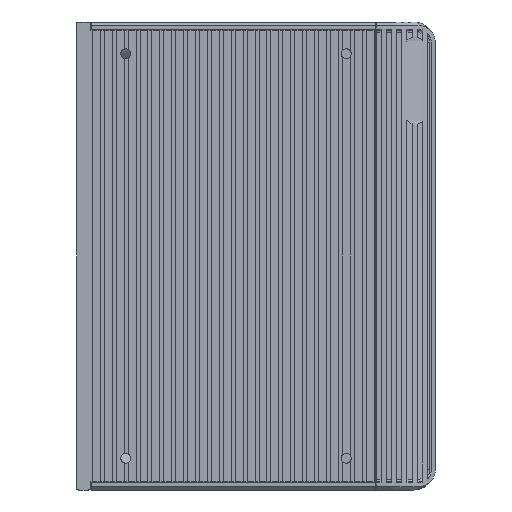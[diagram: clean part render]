
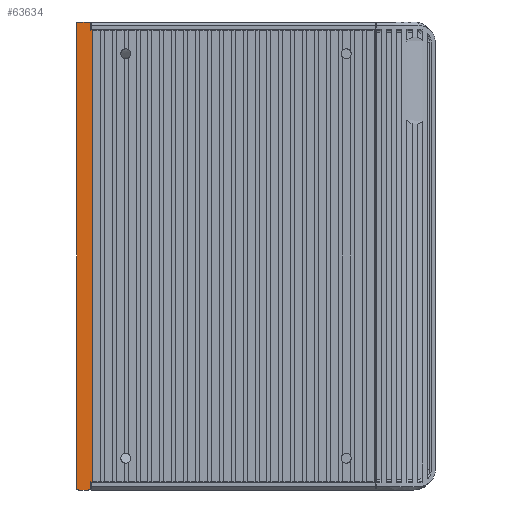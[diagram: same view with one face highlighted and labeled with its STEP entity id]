
A CAD part, left-side view. The second image highlights one B-rep face of the part: STEP entity #63634.
In plain terms, the highlighted planar face has unit normal (-1, 0, 0).
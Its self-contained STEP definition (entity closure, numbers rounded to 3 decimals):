
#1473=CIRCLE('',#67233,0.5);
#1482=CIRCLE('',#67249,0.5);
#1531=CIRCLE('',#67409,0.5);
#1532=CIRCLE('',#67410,0.5);
#3864=PLANE('',#67408);
#10860=VECTOR('',#78775,1.);
#11149=VECTOR('',#79223,1.);
#11181=VECTOR('',#79282,1.);
#11194=VECTOR('',#79334,1.);
#11222=VECTOR('',#79366,1.);
#11223=VECTOR('',#79367,1.);
#11224=VECTOR('',#79370,1.);
#11225=VECTOR('',#79371,1.);
#17978=LINE('',#232627,#10860);
#18267=LINE('',#233286,#11149);
#18299=LINE('',#233344,#11181);
#18312=LINE('',#233392,#11194);
#18340=LINE('',#233426,#11222);
#18341=LINE('',#233427,#11223);
#18342=LINE('',#233431,#11224);
#18343=LINE('',#233432,#11225);
#23983=VERTEX_POINT('',#232589);
#23985=VERTEX_POINT('',#232593);
#23996=VERTEX_POINT('',#232626);
#23997=VERTEX_POINT('',#232628);
#23998=VERTEX_POINT('',#232632);
#24244=VERTEX_POINT('',#233283);
#24245=VERTEX_POINT('',#233285);
#24257=VERTEX_POINT('',#233345);
#24269=VERTEX_POINT('',#233393);
#24271=VERTEX_POINT('',#233425);
#24272=VERTEX_POINT('',#233428);
#24273=VERTEX_POINT('',#233430);
#33871=EDGE_CURVE('',#23983,#23985,#1473,.T.);
#33888=EDGE_CURVE('',#23996,#23997,#17978,.T.);
#33892=EDGE_CURVE('',#23998,#23997,#1482,.T.);
#34208=EDGE_CURVE('',#24245,#24244,#18267,.T.);
#34248=EDGE_CURVE('',#24257,#24244,#18299,.T.);
#34272=EDGE_CURVE('',#24269,#24245,#18312,.T.);
#34300=EDGE_CURVE('',#23996,#24271,#1531,.T.);
#34301=EDGE_CURVE('',#24257,#24271,#18340,.T.);
#34302=EDGE_CURVE('',#24269,#24272,#18341,.T.);
#34303=EDGE_CURVE('',#24272,#24273,#1532,.T.);
#34304=EDGE_CURVE('',#23983,#24273,#18342,.T.);
#34305=EDGE_CURVE('',#23985,#23998,#18343,.T.);
#51923=ORIENTED_EDGE('',*,*,#33888,.F.);
#51924=ORIENTED_EDGE('',*,*,#34300,.T.);
#51925=ORIENTED_EDGE('',*,*,#34301,.F.);
#51926=ORIENTED_EDGE('',*,*,#34248,.T.);
#51927=ORIENTED_EDGE('',*,*,#34208,.F.);
#51928=ORIENTED_EDGE('',*,*,#34272,.F.);
#51929=ORIENTED_EDGE('',*,*,#34302,.T.);
#51930=ORIENTED_EDGE('',*,*,#34303,.T.);
#51931=ORIENTED_EDGE('',*,*,#34304,.F.);
#51932=ORIENTED_EDGE('',*,*,#33871,.T.);
#51933=ORIENTED_EDGE('',*,*,#34305,.T.);
#51934=ORIENTED_EDGE('',*,*,#33892,.T.);
#56445=EDGE_LOOP('',(#51923,#51924,#51925,#51926,#51927,#51928,#51929,#51930,
#51931,#51932,#51933,#51934));
#60192=FACE_BOUND('',#56445,.T.);
#63634=ADVANCED_FACE('',(#60192),#3864,.T.);
#67233=AXIS2_PLACEMENT_3D('',#232594,#78740,#78741);
#67249=AXIS2_PLACEMENT_3D('',#232633,#78780,#78781);
#67408=AXIS2_PLACEMENT_3D('',#233423,#79363,$);
#67409=AXIS2_PLACEMENT_3D('',#233424,#79364,#79365);
#67410=AXIS2_PLACEMENT_3D('',#233429,#79368,#79369);
#78740=DIRECTION('',(-1.,0.,0.));
#78741=DIRECTION('',(0.,0.,0.5));
#78775=DIRECTION('',(0.,1.,0.));
#78780=DIRECTION('',(-1.,0.,0.));
#78781=DIRECTION('',(0.,0.5,0.));
#79223=DIRECTION('',(0.,0.,-1.));
#79282=DIRECTION('',(0.,-1.,0.));
#79334=DIRECTION('',(0.,-1.,0.));
#79363=DIRECTION('',(-1.,0.,0.));
#79364=DIRECTION('',(-1.,0.,0.));
#79365=DIRECTION('',(0.,0.,-0.5));
#79366=DIRECTION('',(0.,0.,-1.));
#79367=DIRECTION('',(0.,0.,1.));
#79368=DIRECTION('',(-1.,0.,0.));
#79369=DIRECTION('',(0.,-0.5,0.));
#79370=DIRECTION('',(0.,-1.,0.));
#79371=DIRECTION('',(0.,0.,-1.));
#232589=CARTESIAN_POINT('',(-21.003,89.5,118.));
#232593=CARTESIAN_POINT('',(-21.003,90.,117.5));
#232594=CARTESIAN_POINT('',(-21.003,89.5,117.5));
#232626=CARTESIAN_POINT('',(-21.003,87.,0.));
#232627=CARTESIAN_POINT('',(-21.003,87.,0.));
#232628=CARTESIAN_POINT('',(-21.003,89.5,0.));
#232632=CARTESIAN_POINT('',(-21.003,90.,0.5));
#232633=CARTESIAN_POINT('',(-21.003,89.5,0.5));
#233283=CARTESIAN_POINT('',(-21.003,86.,2.1));
#233285=CARTESIAN_POINT('',(-21.003,86.,115.9));
#233286=CARTESIAN_POINT('',(-21.003,86.,115.9));
#233344=CARTESIAN_POINT('',(-21.003,86.5,2.1));
#233345=CARTESIAN_POINT('',(-21.003,86.5,2.1));
#233392=CARTESIAN_POINT('',(-21.003,86.5,115.9));
#233393=CARTESIAN_POINT('',(-21.003,86.5,115.9));
#233423=CARTESIAN_POINT('',(-21.003,0.,118.));
#233424=CARTESIAN_POINT('',(-21.003,87.,0.5));
#233425=CARTESIAN_POINT('',(-21.003,86.5,0.5));
#233426=CARTESIAN_POINT('',(-21.003,86.5,2.1));
#233427=CARTESIAN_POINT('',(-21.003,86.5,115.9));
#233428=CARTESIAN_POINT('',(-21.003,86.5,117.5));
#233429=CARTESIAN_POINT('',(-21.003,87.,117.5));
#233430=CARTESIAN_POINT('',(-21.003,87.,118.));
#233431=CARTESIAN_POINT('',(-21.003,89.5,118.));
#233432=CARTESIAN_POINT('',(-21.003,90.,117.5));
